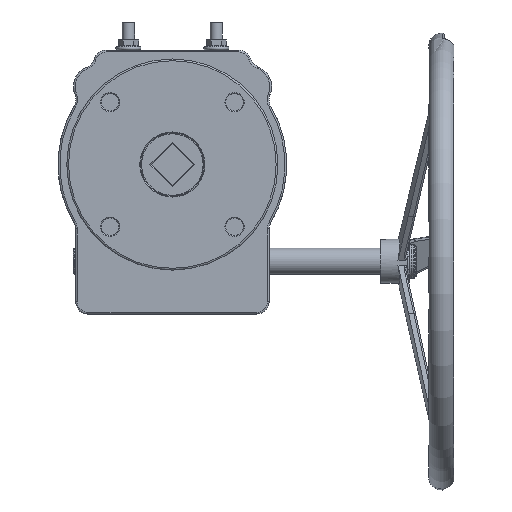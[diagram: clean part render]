
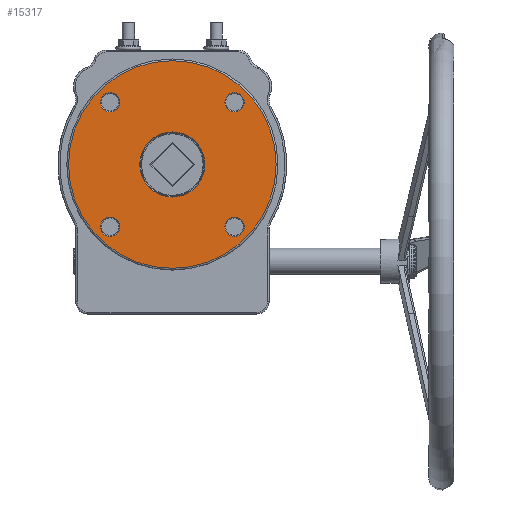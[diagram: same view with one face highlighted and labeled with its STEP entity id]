
A CAD part, front view. The second image highlights one B-rep face of the part: STEP entity #15317.
In plain terms, the highlighted planar face has unit normal (0, -1, 0).
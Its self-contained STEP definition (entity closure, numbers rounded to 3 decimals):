
#387=CIRCLE('',#16364,59.);
#391=CIRCLE('',#16369,5.5);
#392=CIRCLE('',#16370,5.5);
#393=CIRCLE('',#16371,18.5);
#394=CIRCLE('',#16372,5.5);
#395=CIRCLE('',#16373,5.5);
#1536=FACE_BOUND('',#2834,.T.);
#1537=FACE_BOUND('',#2835,.T.);
#1538=FACE_BOUND('',#2836,.T.);
#1539=FACE_BOUND('',#2837,.T.);
#1540=FACE_BOUND('',#2838,.T.);
#1941=FACE_OUTER_BOUND('',#2833,.T.);
#2833=EDGE_LOOP('',(#10789));
#2834=EDGE_LOOP('',(#10790));
#2835=EDGE_LOOP('',(#10791));
#2836=EDGE_LOOP('',(#10792));
#2837=EDGE_LOOP('',(#10793));
#2838=EDGE_LOOP('',(#10794));
#6835=VERTEX_POINT('',#21687);
#6838=VERTEX_POINT('',#21695);
#6839=VERTEX_POINT('',#21697);
#6840=VERTEX_POINT('',#21699);
#6841=VERTEX_POINT('',#21701);
#6842=VERTEX_POINT('',#21703);
#8352=EDGE_CURVE('',#6835,#6835,#387,.T.);
#8356=EDGE_CURVE('',#6838,#6838,#391,.T.);
#8357=EDGE_CURVE('',#6839,#6839,#392,.T.);
#8358=EDGE_CURVE('',#6840,#6840,#393,.T.);
#8359=EDGE_CURVE('',#6841,#6841,#394,.T.);
#8360=EDGE_CURVE('',#6842,#6842,#395,.T.);
#10789=ORIENTED_EDGE('',*,*,#8352,.F.);
#10790=ORIENTED_EDGE('',*,*,#8356,.F.);
#10791=ORIENTED_EDGE('',*,*,#8357,.F.);
#10792=ORIENTED_EDGE('',*,*,#8358,.F.);
#10793=ORIENTED_EDGE('',*,*,#8359,.F.);
#10794=ORIENTED_EDGE('',*,*,#8360,.F.);
#14904=PLANE('',#16368);
#15317=ADVANCED_FACE('',(#1941,#1536,#1537,#1538,#1539,#1540),#14904,.T.);
#16364=AXIS2_PLACEMENT_3D('',#21688,#17661,#17662);
#16368=AXIS2_PLACEMENT_3D('',#21694,#17669,#17670);
#16369=AXIS2_PLACEMENT_3D('',#21696,#17671,#17672);
#16370=AXIS2_PLACEMENT_3D('',#21698,#17673,#17674);
#16371=AXIS2_PLACEMENT_3D('',#21700,#17675,#17676);
#16372=AXIS2_PLACEMENT_3D('',#21702,#17677,#17678);
#16373=AXIS2_PLACEMENT_3D('',#21704,#17679,#17680);
#17661=DIRECTION('center_axis',(0.,1.,0.));
#17662=DIRECTION('ref_axis',(1.,0.,0.));
#17669=DIRECTION('center_axis',(0.,-1.,0.));
#17670=DIRECTION('ref_axis',(0.,0.,-1.));
#17671=DIRECTION('center_axis',(0.,-1.,0.));
#17672=DIRECTION('ref_axis',(1.,0.,0.));
#17673=DIRECTION('center_axis',(0.,-1.,0.));
#17674=DIRECTION('ref_axis',(1.,0.,0.));
#17675=DIRECTION('center_axis',(0.,-1.,0.));
#17676=DIRECTION('ref_axis',(1.,0.,0.));
#17677=DIRECTION('center_axis',(0.,-1.,0.));
#17678=DIRECTION('ref_axis',(1.,0.,0.));
#17679=DIRECTION('center_axis',(0.,-1.,0.));
#17680=DIRECTION('ref_axis',(1.,0.,0.));
#21687=CARTESIAN_POINT('',(0.,-62.,59.));
#21688=CARTESIAN_POINT('Origin',(0.,-62.,0.));
#21694=CARTESIAN_POINT('Origin',(0.,-62.,0.));
#21695=CARTESIAN_POINT('',(-40.855,-62.,35.355));
#21696=CARTESIAN_POINT('Origin',(-35.355,-62.,35.355));
#21697=CARTESIAN_POINT('',(29.855,-62.,-35.355));
#21698=CARTESIAN_POINT('Origin',(35.355,-62.,-35.355));
#21699=CARTESIAN_POINT('',(-18.5,-62.,0.));
#21700=CARTESIAN_POINT('Origin',(0.,-62.,0.));
#21701=CARTESIAN_POINT('',(-40.855,-62.,-35.355));
#21702=CARTESIAN_POINT('Origin',(-35.355,-62.,-35.355));
#21703=CARTESIAN_POINT('',(29.855,-62.,35.355));
#21704=CARTESIAN_POINT('Origin',(35.355,-62.,35.355));
